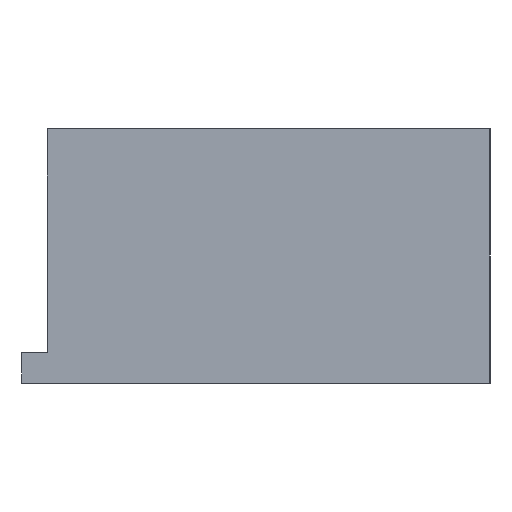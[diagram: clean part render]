
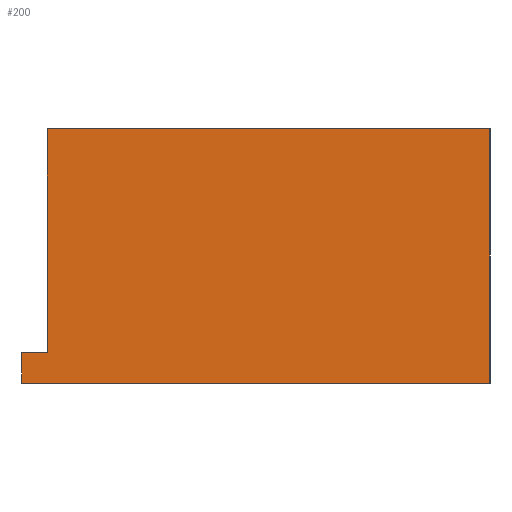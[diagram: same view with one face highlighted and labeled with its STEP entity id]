
A CAD part, left-side view. The second image highlights one B-rep face of the part: STEP entity #200.
In plain terms, the highlighted planar face has unit normal (-1, 0, 0).
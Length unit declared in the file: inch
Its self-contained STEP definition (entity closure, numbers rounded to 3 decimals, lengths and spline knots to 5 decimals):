
#25=FACE_OUTER_BOUND('',#36,.T.);
#36=EDGE_LOOP('',(#153,#154,#155,#156,#157,#158));
#51=LINE('',#310,#74);
#58=LINE('',#324,#81);
#60=LINE('',#328,#83);
#61=LINE('',#329,#84);
#62=LINE('',#331,#85);
#63=LINE('',#332,#86);
#74=VECTOR('',#250,0.3937);
#81=VECTOR('',#259,0.3937);
#83=VECTOR('',#263,0.3937);
#84=VECTOR('',#264,0.3937);
#85=VECTOR('',#265,0.3937);
#86=VECTOR('',#266,0.3937);
#96=VERTEX_POINT('',#307);
#97=VERTEX_POINT('',#309);
#102=VERTEX_POINT('',#321);
#103=VERTEX_POINT('',#323);
#104=VERTEX_POINT('',#327);
#105=VERTEX_POINT('',#330);
#115=EDGE_CURVE('',#97,#96,#51,.T.);
#122=EDGE_CURVE('',#103,#102,#58,.T.);
#124=EDGE_CURVE('',#104,#97,#60,.T.);
#125=EDGE_CURVE('',#96,#103,#61,.T.);
#126=EDGE_CURVE('',#105,#102,#62,.T.);
#127=EDGE_CURVE('',#104,#105,#63,.T.);
#153=ORIENTED_EDGE('',*,*,#124,.T.);
#154=ORIENTED_EDGE('',*,*,#115,.T.);
#155=ORIENTED_EDGE('',*,*,#125,.T.);
#156=ORIENTED_EDGE('',*,*,#122,.T.);
#157=ORIENTED_EDGE('',*,*,#126,.F.);
#158=ORIENTED_EDGE('',*,*,#127,.F.);
#192=PLANE('',#225);
#200=ADVANCED_FACE('',(#25),#192,.T.);
#225=AXIS2_PLACEMENT_3D('',#326,#261,#262);
#250=DIRECTION('',(0.,0.,1.));
#259=DIRECTION('',(0.,0.,-1.));
#261=DIRECTION('center_axis',(-1.,0.,0.));
#262=DIRECTION('ref_axis',(0.,-1.,0.));
#263=DIRECTION('',(0.,-1.,0.));
#264=DIRECTION('',(0.,1.,0.));
#265=DIRECTION('',(0.,-1.,0.));
#266=DIRECTION('',(0.,0.,1.));
#307=CARTESIAN_POINT('',(-33.875,-5.75,97.));
#309=CARTESIAN_POINT('',(-33.875,-5.75,93.875));
#310=CARTESIAN_POINT('',(-33.875,-5.75,0.));
#321=CARTESIAN_POINT('',(-33.875,-0.3125,94.25));
#323=CARTESIAN_POINT('',(-33.875,-0.3125,97.));
#324=CARTESIAN_POINT('',(-33.875,-0.3125,24.25));
#326=CARTESIAN_POINT('Origin',(-33.875,-3.1875,0.));
#327=CARTESIAN_POINT('',(-33.875,0.,93.875));
#328=CARTESIAN_POINT('',(-33.875,-1.59375,93.875));
#329=CARTESIAN_POINT('',(-33.875,-3.1875,97.));
#330=CARTESIAN_POINT('',(-33.875,0.,94.25));
#331=CARTESIAN_POINT('',(-33.875,-0.23438,94.25));
#332=CARTESIAN_POINT('',(-33.875,0.,94.15625));
